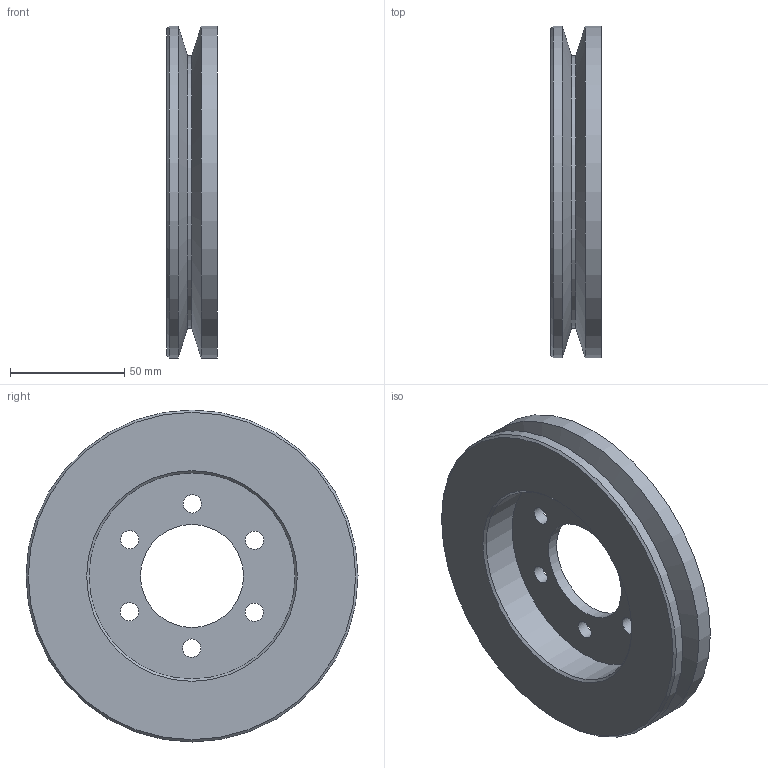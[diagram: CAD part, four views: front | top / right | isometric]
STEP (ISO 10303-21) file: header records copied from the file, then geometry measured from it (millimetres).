
FILE_DESCRIPTION(('FreeCAD Model'),'2;1');
FILE_NAME('Poulie.step', '2020-08-03T08:17:51',('Author'),(''), 'Open CASCADE STEP processor 7.3','FreeCAD','Unknown');
FILE_SCHEMA(('AUTOMOTIVE_DESIGN { 1 0 10303 214 1 1 1 1 }'));
Length unit declared in the file: millimetre
Products named in the file (1): Body
Bounding box: 22 x 145 x 145 mm (x, y, z)
Volume: 212253.6 mm3; surface area: 52571.8 mm2
Topology: 1 solids, 1 shells, 18 faces, 39 edges, 24 vertices
Faces by surface type: cylinder 11, cone 4, plane 3
Full cylindrical faces by diameter (mm): 8 x6, 45 x1, 90 x1, 119 x1, 145 x2
Entity records: 1091 total; most frequent: CARTESIAN_POINT 232, DIRECTION 167, ORIENTED_EDGE 78, PCURVE 78, DEFINITIONAL_REPRESENTATION 78, LINE 75, VECTOR 75, AXIS2_PLACEMENT_3D 43
